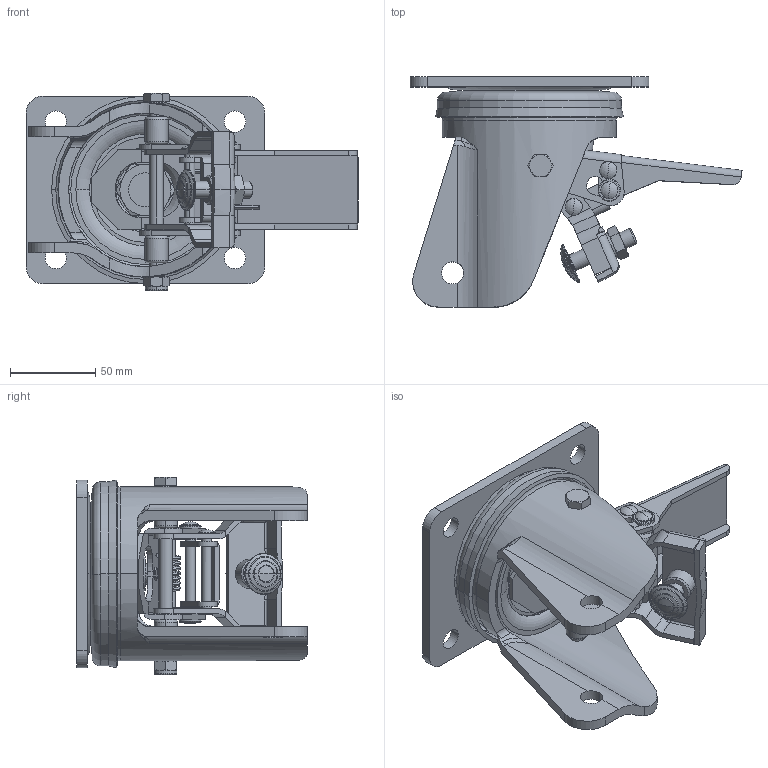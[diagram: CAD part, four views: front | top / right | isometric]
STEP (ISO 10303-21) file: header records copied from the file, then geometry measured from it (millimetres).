
FILE_DESCRIPTION (( 'STEP AP214' ), '1' );
FILE_NAME ('0033792_HV-L-125-3-DSV_(A-01).step', '2019-02-01T09:36:02', ( '' ), ( '' ), 'SwSTEP 2.0', 'SolidWorks 2018', '' );
FILE_SCHEMA (( 'AUTOMOTIVE_DESIGN' ));
Length unit declared in the file: millimetre
Products named in the file (1): 0033792_HV-L-125-3-DSV_(A-01)
Bounding box: 194.61 x 135 x 115.5 mm (x, y, z)
Volume: 393146.6 mm3; surface area: 184921.7 mm2
Topology: 7 solids, 7 shells, 756 faces, 1967 edges, 1248 vertices
Faces by surface type: cylinder 262, plane 233, torus 124, cone 98, bspline 21, sphere 18
Entity records: 38005 total; most frequent: CARTESIAN_POINT 10838, DIRECTION 4080, ORIENTED_EDGE 3918, EDGE_CURVE 1959, AXIS2_PLACEMENT_3D 1678, VERTEX_POINT 1248, CIRCLE 942, EDGE_LOOP 845
